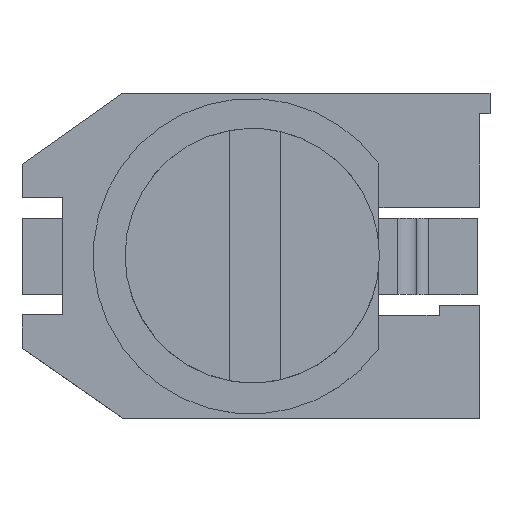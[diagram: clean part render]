
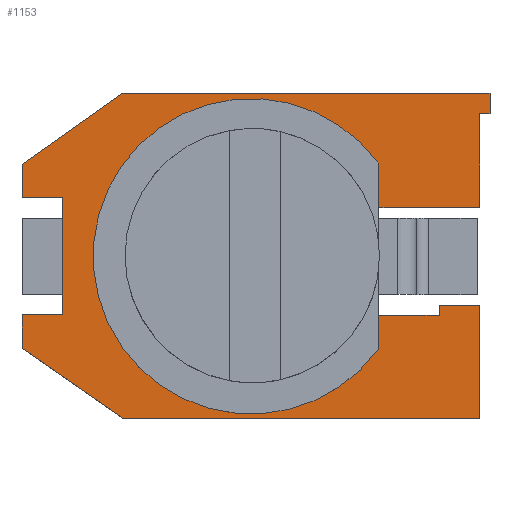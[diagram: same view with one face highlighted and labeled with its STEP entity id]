
A CAD part, top view. The second image highlights one B-rep face of the part: STEP entity #1153.
In plain terms, the highlighted planar face has unit normal (0, 0, 1).
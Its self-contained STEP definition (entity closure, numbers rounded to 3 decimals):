
#64=PLANE($,#1262);
#123=LINE($,#1739,#239);
#127=LINE($,#1748,#243);
#138=LINE($,#1772,#254);
#141=LINE($,#1779,#257);
#143=LINE($,#1783,#259);
#145=LINE($,#1787,#261);
#148=LINE($,#1792,#264);
#152=LINE($,#1799,#268);
#153=LINE($,#1811,#269);
#156=LINE($,#1828,#272);
#159=LINE($,#1834,#275);
#162=LINE($,#1840,#278);
#165=LINE($,#1846,#281);
#168=LINE($,#1852,#284);
#171=LINE($,#1858,#287);
#174=LINE($,#1864,#290);
#177=LINE($,#1871,#293);
#239=VECTOR($,#1411,0.4);
#243=VECTOR($,#1417,1.15);
#254=VECTOR($,#1434,0.4);
#257=VECTOR($,#1441,0.33);
#259=VECTOR($,#1445,1.212);
#261=VECTOR($,#1449,3.505);
#264=VECTOR($,#1454,1.117);
#268=VECTOR($,#1460,0.1);
#269=VECTOR($,#1463,0.675);
#272=VECTOR($,#1468,1.031);
#275=VECTOR($,#1473,0.923);
#278=VECTOR($,#1478,0.1);
#281=VECTOR($,#1483,0.2);
#284=VECTOR($,#1488,3.61);
#287=VECTOR($,#1493,1.212);
#290=VECTOR($,#1498,0.33);
#293=VECTOR($,#1505,0.4);
#373=FACE_OUTER_BOUND($,#454,.T.);
#454=EDGE_LOOP($,(#945,#946,#947,#948,#949,#950,#951,#952,#953,#954,#955,
#956,#957,#958,#959,#960,#961,#962));
#509=CIRCLE($,#1239,1.31);
#552=VERTEX_POINT($,#1724);
#553=VERTEX_POINT($,#1725);
#558=VERTEX_POINT($,#1736);
#559=VERTEX_POINT($,#1738);
#562=VERTEX_POINT($,#1745);
#563=VERTEX_POINT($,#1747);
#573=VERTEX_POINT($,#1770);
#575=VERTEX_POINT($,#1777);
#576=VERTEX_POINT($,#1781);
#577=VERTEX_POINT($,#1785);
#580=VERTEX_POINT($,#1797);
#583=VERTEX_POINT($,#1826);
#585=VERTEX_POINT($,#1832);
#587=VERTEX_POINT($,#1838);
#589=VERTEX_POINT($,#1844);
#591=VERTEX_POINT($,#1850);
#593=VERTEX_POINT($,#1856);
#595=VERTEX_POINT($,#1862);
#668=EDGE_CURVE($,#552,#553,#509,.T.);
#674=EDGE_CURVE($,#559,#558,#123,.T.);
#678=EDGE_CURVE($,#563,#562,#127,.T.);
#690=EDGE_CURVE($,#562,#573,#138,.T.);
#694=EDGE_CURVE($,#573,#575,#141,.T.);
#696=EDGE_CURVE($,#575,#576,#143,.T.);
#698=EDGE_CURVE($,#576,#577,#145,.T.);
#701=EDGE_CURVE($,#577,#559,#148,.T.);
#705=EDGE_CURVE($,#558,#580,#152,.T.);
#707=EDGE_CURVE($,#580,#552,#153,.T.);
#711=EDGE_CURVE($,#553,#583,#156,.T.);
#714=EDGE_CURVE($,#583,#585,#159,.T.);
#717=EDGE_CURVE($,#585,#587,#162,.T.);
#720=EDGE_CURVE($,#587,#589,#165,.T.);
#723=EDGE_CURVE($,#589,#591,#168,.T.);
#726=EDGE_CURVE($,#591,#593,#171,.T.);
#729=EDGE_CURVE($,#593,#595,#174,.T.);
#733=EDGE_CURVE($,#595,#563,#177,.T.);
#945=ORIENTED_EDGE($,*,*,#678,.T.);
#946=ORIENTED_EDGE($,*,*,#690,.T.);
#947=ORIENTED_EDGE($,*,*,#694,.T.);
#948=ORIENTED_EDGE($,*,*,#696,.T.);
#949=ORIENTED_EDGE($,*,*,#698,.T.);
#950=ORIENTED_EDGE($,*,*,#701,.T.);
#951=ORIENTED_EDGE($,*,*,#674,.T.);
#952=ORIENTED_EDGE($,*,*,#705,.T.);
#953=ORIENTED_EDGE($,*,*,#707,.T.);
#954=ORIENTED_EDGE($,*,*,#668,.T.);
#955=ORIENTED_EDGE($,*,*,#711,.T.);
#956=ORIENTED_EDGE($,*,*,#714,.T.);
#957=ORIENTED_EDGE($,*,*,#717,.T.);
#958=ORIENTED_EDGE($,*,*,#720,.T.);
#959=ORIENTED_EDGE($,*,*,#723,.T.);
#960=ORIENTED_EDGE($,*,*,#726,.T.);
#961=ORIENTED_EDGE($,*,*,#729,.T.);
#962=ORIENTED_EDGE($,*,*,#733,.T.);
#1153=ADVANCED_FACE($,(#373),#64,.T.);
#1239=AXIS2_PLACEMENT_3D($,#1726,#1401,#1402);
#1262=AXIS2_PLACEMENT_3D($,#1872,#1506,#1507);
#1401=DIRECTION('center_axis',(0.,0.,-1.));
#1402=DIRECTION('ref_axis',(1.,0.,0.));
#1411=DIRECTION($,(-1.,0.,0.));
#1417=DIRECTION($,(0.,-1.,0.));
#1434=DIRECTION($,(-1.,0.,0.));
#1441=DIRECTION($,(0.,-1.,0.));
#1445=DIRECTION($,(0.821,-0.571,0.));
#1449=DIRECTION($,(1.,0.,0.));
#1454=DIRECTION($,(0.,1.,0.));
#1460=DIRECTION($,(0.,-1.,0.));
#1463=DIRECTION($,(-1.,0.,0.));
#1468=DIRECTION($,(1.,0.,0.));
#1473=DIRECTION($,(0.,1.,0.));
#1478=DIRECTION($,(1.,0.,0.));
#1483=DIRECTION($,(0.,1.,0.));
#1488=DIRECTION($,(-1.,0.,0.));
#1493=DIRECTION($,(-0.817,-0.576,0.));
#1498=DIRECTION($,(0.,-1.,0.));
#1505=DIRECTION($,(1.,0.,0.));
#1506=DIRECTION('center_axis',(0.,0.,1.));
#1507=DIRECTION('ref_axis',(1.,0.,0.));
#1724=CARTESIAN_POINT('',(1.187,-0.58,0.9));
#1725=CARTESIAN_POINT('',(1.231,0.48,0.9));
#1726=CARTESIAN_POINT('Origin',(0.013,0.,0.9));
#1736=CARTESIAN_POINT('',(1.863,-0.48,0.9));
#1738=CARTESIAN_POINT('',(2.263,-0.48,0.9));
#1739=CARTESIAN_POINT($,(2.263,-0.48,0.9));
#1745=CARTESIAN_POINT('',(-1.838,-0.575,0.9));
#1747=CARTESIAN_POINT('',(-1.838,0.575,0.9));
#1748=CARTESIAN_POINT($,(-1.838,0.,0.9));
#1770=CARTESIAN_POINT('',(-2.238,-0.575,0.9));
#1772=CARTESIAN_POINT($,(-1.838,-0.575,0.9));
#1777=CARTESIAN_POINT('',(-2.238,-0.905,0.9));
#1779=CARTESIAN_POINT($,(-2.238,-0.575,0.9));
#1781=CARTESIAN_POINT('',(-1.242,-1.597,0.9));
#1783=CARTESIAN_POINT($,(-2.238,-0.905,0.9));
#1785=CARTESIAN_POINT('',(2.263,-1.597,0.9));
#1787=CARTESIAN_POINT($,(-1.242,-1.597,0.9));
#1792=CARTESIAN_POINT($,(2.263,-1.597,0.9));
#1797=CARTESIAN_POINT('',(1.863,-0.58,0.9));
#1799=CARTESIAN_POINT($,(1.863,-0.48,0.9));
#1811=CARTESIAN_POINT($,(1.863,-0.58,0.9));
#1826=CARTESIAN_POINT('',(2.263,0.48,0.9));
#1828=CARTESIAN_POINT($,(2.263,0.48,0.9));
#1832=CARTESIAN_POINT('',(2.263,1.403,0.9));
#1834=CARTESIAN_POINT($,(2.263,1.403,0.9));
#1838=CARTESIAN_POINT('',(2.363,1.403,0.9));
#1840=CARTESIAN_POINT($,(2.363,1.403,0.9));
#1844=CARTESIAN_POINT('',(2.363,1.603,0.9));
#1846=CARTESIAN_POINT($,(2.363,1.603,0.9));
#1850=CARTESIAN_POINT('',(-1.247,1.603,0.9));
#1852=CARTESIAN_POINT($,(-1.247,1.603,0.9));
#1856=CARTESIAN_POINT('',(-2.238,0.905,0.9));
#1858=CARTESIAN_POINT($,(-2.238,0.905,0.9));
#1862=CARTESIAN_POINT('',(-2.238,0.575,0.9));
#1864=CARTESIAN_POINT($,(-2.238,0.575,0.9));
#1871=CARTESIAN_POINT($,(-2.238,0.575,0.9));
#1872=CARTESIAN_POINT('Origin',(0.013,0.,0.9));
